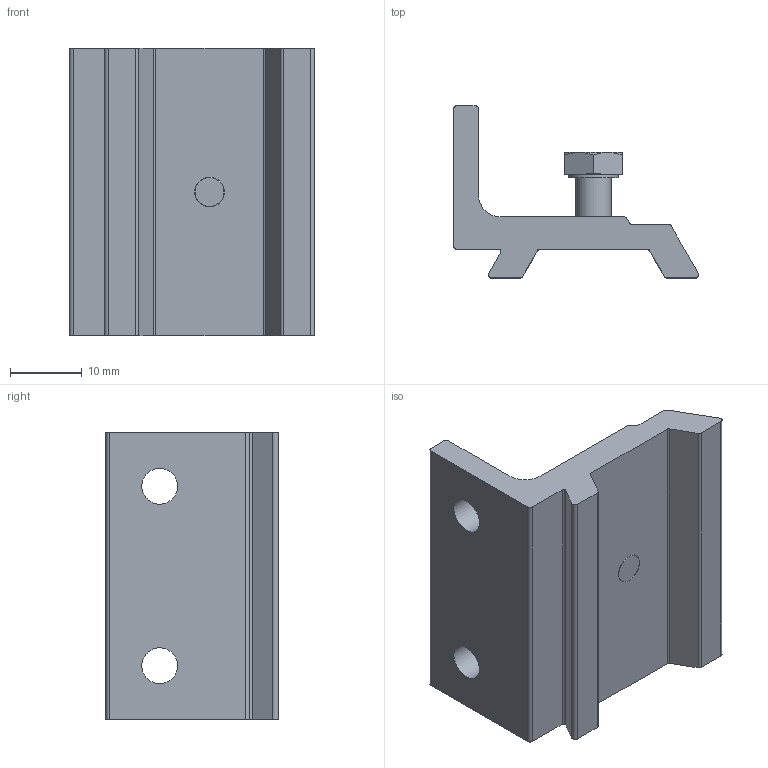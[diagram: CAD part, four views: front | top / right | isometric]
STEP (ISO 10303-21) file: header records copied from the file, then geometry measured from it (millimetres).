
FILE_DESCRIPTION(/* description */ (''),/* implementation_level */ '2;1');
FILE_NAME(/* name */ '10033.stp',/* time_stamp */ '2020-12-02T10:26:15+01:00',/* author */ ('simmetf'),/* organization */ (''),/* preprocessor_version */ 'ST-DEVELOPER v17.2',/* originating_system */ 'Autodesk Inventor 2019',/* authorisation */ '');
FILE_SCHEMA (('AUTOMOTIVE_DESIGN { 1 0 10303 214 3 1 1 }'));
Length unit declared in the file: millimetre
Products named in the file (1): Pièce1
Bounding box: 34.11 x 24 x 40 mm (x, y, z)
Volume: 9336.6 mm3; surface area: 5550.9 mm2
Topology: 2 solids, 2 shells, 52 faces, 138 edges, 92 vertices
Faces by surface type: plane 26, cylinder 19, cone 7
Full cylindrical faces by diameter (mm): 4.134 x1, 5 x3, 6.88 x1
Entity records: 1674 total; most frequent: CARTESIAN_POINT 307, DIRECTION 284, ORIENTED_EDGE 276, EDGE_CURVE 138, AXIS2_PLACEMENT_3D 105, VERTEX_POINT 92, LINE 74, VECTOR 74
